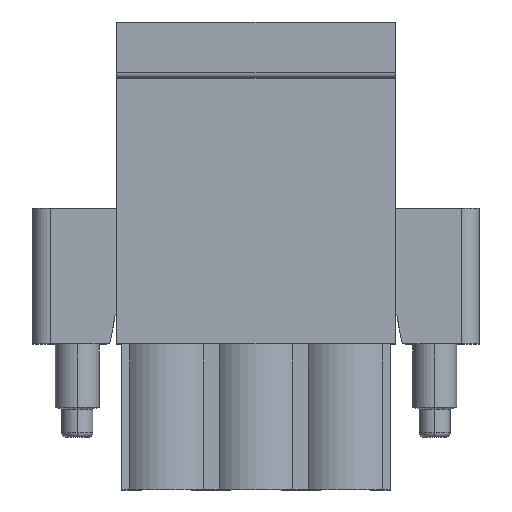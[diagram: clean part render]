
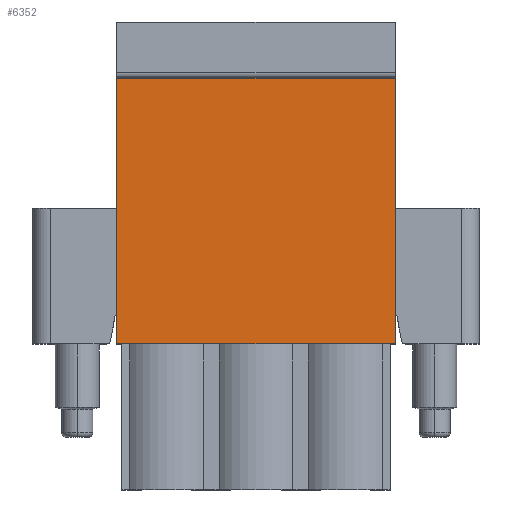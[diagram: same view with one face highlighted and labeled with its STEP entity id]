
A CAD part, top view. The second image highlights one B-rep face of the part: STEP entity #6352.
In plain terms, the highlighted planar face has unit normal (0, 0, 1).
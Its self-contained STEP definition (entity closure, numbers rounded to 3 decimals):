
#13=DIRECTION('',(0.,-1.,0.));
#14=VECTOR('',#13,15.1);
#15=CARTESIAN_POINT('',(0.,9.44,6.96));
#16=LINE('',#15,#14);
#291=DIRECTION('',(-1.,0.,0.));
#292=VECTOR('',#291,15.86);
#293=CARTESIAN_POINT('',(0.,-5.66,6.96));
#294=LINE('',#293,#292);
#989=DIRECTION('',(0.,-1.,0.));
#990=VECTOR('',#989,15.1);
#991=CARTESIAN_POINT('',(-15.86,9.44,6.96));
#992=LINE('',#991,#990);
#2070=DIRECTION('',(-1.,0.,0.));
#2071=VECTOR('',#2070,15.86);
#2072=CARTESIAN_POINT('',(0.,9.44,6.96));
#2073=LINE('',#2072,#2071);
#2845=CARTESIAN_POINT('',(0.,9.44,6.96));
#2846=CARTESIAN_POINT('',(0.,-5.66,6.96));
#2847=VERTEX_POINT('',#2845);
#2848=VERTEX_POINT('',#2846);
#2891=CARTESIAN_POINT('',(-15.86,9.44,6.96));
#2892=CARTESIAN_POINT('',(-15.86,-5.66,6.96));
#2893=VERTEX_POINT('',#2891);
#2894=VERTEX_POINT('',#2892);
#6341=CARTESIAN_POINT('',(0.,9.44,6.96));
#6342=DIRECTION('',(0.,0.,1.));
#6343=DIRECTION('',(0.,-1.,0.));
#6344=AXIS2_PLACEMENT_3D('',#6341,#6342,#6343);
#6345=PLANE('',#6344);
#6346=ORIENTED_EDGE('',*,*,#3728,.T.);
#6347=ORIENTED_EDGE('',*,*,#3871,.T.);
#6348=ORIENTED_EDGE('',*,*,#4910,.F.);
#6349=ORIENTED_EDGE('',*,*,#6334,.F.);
#6350=EDGE_LOOP('',(#6346,#6347,#6348,#6349));
#6351=FACE_OUTER_BOUND('',#6350,.F.);
#6352=ADVANCED_FACE('',(#6351),#6345,.T.);
#3728=EDGE_CURVE('',#2847,#2848,#16,.T.);
#3871=EDGE_CURVE('',#2848,#2894,#294,.T.);
#4910=EDGE_CURVE('',#2893,#2894,#992,.T.);
#6334=EDGE_CURVE('',#2847,#2893,#2073,.T.);
